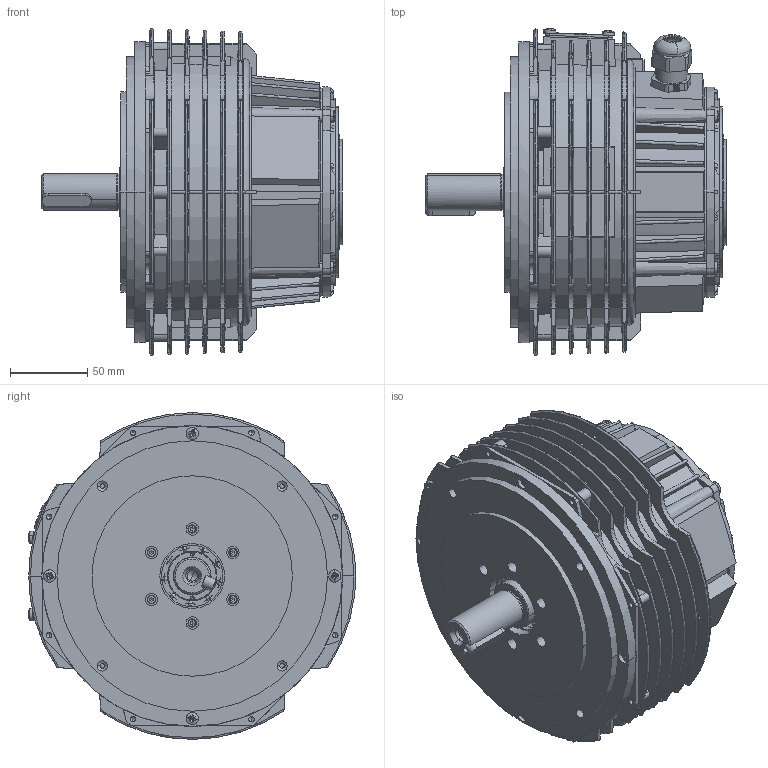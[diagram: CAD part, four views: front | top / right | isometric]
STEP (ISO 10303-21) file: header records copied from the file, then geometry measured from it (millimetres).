
FILE_DESCRIPTION((''),'2;1');
FILE_NAME('MSS-12 BASIC.stp','2013-06-12T07:53:05',('arodrigo'),(''),'Autodesk Inventor 9','Autodesk Inventor 9','');
FILE_SCHEMA(('AUTOMOTIVE_DESIGN { 1 0 10303 214 1 1 1 1 }'));
Length unit declared in the file: millimetre
Products named in the file (1): Pieza1
Bounding box: 194.7 x 212.2 x 212 mm (x, y, z)
Volume: 1704385.3 mm3; surface area: 357150.7 mm2
Topology: 2 solids, 22 shells, 1717 faces, 4816 edges, 3113 vertices
Faces by surface type: plane 833, bspline 315, cylinder 254, cone 141, torus 132, sphere 42
Entity records: 61153 total; most frequent: CARTESIAN_POINT 19078, ORIENTED_EDGE 9474, DIRECTION 8352, EDGE_CURVE 4737, AXIS2_PLACEMENT_3D 3128, VERTEX_POINT 3104, VECTOR 2096, LINE 2096
